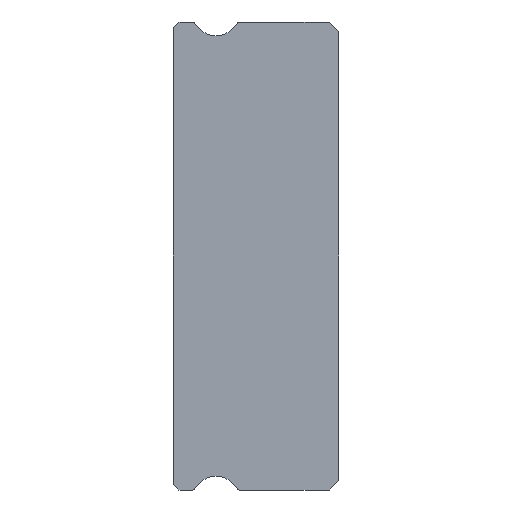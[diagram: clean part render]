
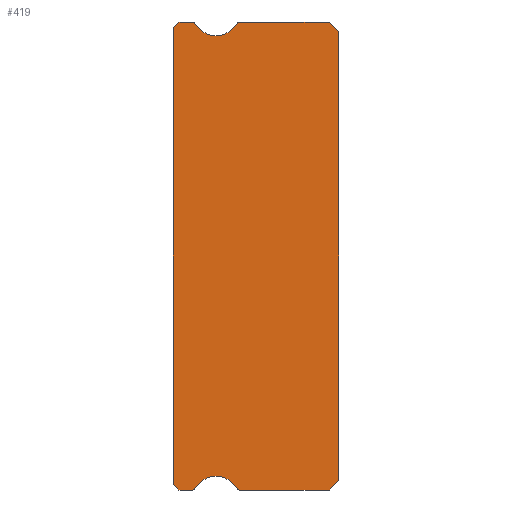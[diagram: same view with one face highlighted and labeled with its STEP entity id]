
A CAD part, left-side view. The second image highlights one B-rep face of the part: STEP entity #419.
In plain terms, the highlighted planar face has unit normal (-1, 0, 0).
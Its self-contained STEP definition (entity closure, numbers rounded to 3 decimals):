
#3 = VERTEX_POINT ( 'NONE', #203 ) ;
#30 = DIRECTION ( 'NONE',  ( 0., 0.707, -0.707 ) ) ;
#44 = CARTESIAN_POINT ( 'NONE',  ( -15., 0., 11.5 ) ) ;
#50 = EDGE_CURVE ( 'NONE', #1489, #183, #398, .T. ) ;
#65 = CARTESIAN_POINT ( 'NONE',  ( -15., 8.5, 11.85 ) ) ;
#82 = EDGE_CURVE ( 'NONE', #1479, #1099, #1174, .T. ) ;
#117 = LINE ( 'NONE', #1599, #784 ) ;
#129 = ORIENTED_EDGE ( 'NONE', *, *, #1457, .F. ) ;
#131 = VERTEX_POINT ( 'NONE', #1754 ) ;
#134 = AXIS2_PLACEMENT_3D ( 'NONE', #1575, #1211, #506 ) ;
#138 = CARTESIAN_POINT ( 'NONE',  ( -15., 6.3, 12.55 ) ) ;
#141 = DIRECTION ( 'NONE',  ( 0., 0.707, -0.707 ) ) ;
#173 = VERTEX_POINT ( 'NONE', #265 ) ;
#175 = CARTESIAN_POINT ( 'NONE',  ( -15., 8.2, -12. ) ) ;
#176 = VECTOR ( 'NONE', #1214, 1000. ) ;
#183 = VERTEX_POINT ( 'NONE', #281 ) ;
#184 = DIRECTION ( 'NONE',  ( 0., 0., -1. ) ) ;
#189 = CARTESIAN_POINT ( 'NONE',  ( -15., 5.217, 11.925 ) ) ;
#203 = CARTESIAN_POINT ( 'NONE',  ( -15., 0., 11.5 ) ) ;
#238 = EDGE_CURVE ( 'NONE', #1271, #1088, #465, .T. ) ;
#247 = EDGE_CURVE ( 'NONE', #1275, #131, #1706, .T. ) ;
#253 = CARTESIAN_POINT ( 'NONE',  ( -15., 5.088, 11.85 ) ) ;
#264 = VERTEX_POINT ( 'NONE', #1560 ) ;
#265 = CARTESIAN_POINT ( 'NONE',  ( -15., 7.512, -12. ) ) ;
#269 = EDGE_CURVE ( 'NONE', #1271, #320, #726, .T. ) ;
#281 = CARTESIAN_POINT ( 'NONE',  ( -15., 5.088, -12. ) ) ;
#293 = AXIS2_PLACEMENT_3D ( 'NONE', #571, #1085, #184 ) ;
#303 = EDGE_CURVE ( 'NONE', #1099, #173, #1679, .T. ) ;
#313 = ORIENTED_EDGE ( 'NONE', *, *, #238, .T. ) ;
#317 = CARTESIAN_POINT ( 'NONE',  ( -15., 0., -11.5 ) ) ;
#320 = VERTEX_POINT ( 'NONE', #475 ) ;
#322 = LINE ( 'NONE', #1373, #176 ) ;
#334 = VECTOR ( 'NONE', #141, 1000. ) ;
#339 = DIRECTION ( 'NONE',  ( 0., 0., -1. ) ) ;
#377 = CARTESIAN_POINT ( 'NONE',  ( -15., 8.2, 12. ) ) ;
#384 = VECTOR ( 'NONE', #1670, 1000. ) ;
#388 = DIRECTION ( 'NONE',  ( -1., 0., 0. ) ) ;
#394 = LINE ( 'NONE', #1610, #706 ) ;
#398 = LINE ( 'NONE', #938, #1122 ) ;
#414 = ORIENTED_EDGE ( 'NONE', *, *, #709, .T. ) ;
#419 = ADVANCED_FACE ( 'NONE', ( #1043 ), #910, .F. ) ;
#438 = LINE ( 'NONE', #44, #734 ) ;
#458 = DIRECTION ( 'NONE',  ( 1., 0., 0. ) ) ;
#465 = LINE ( 'NONE', #175, #1094 ) ;
#475 = CARTESIAN_POINT ( 'NONE',  ( -15., 8.5, 11.7 ) ) ;
#502 = EDGE_CURVE ( 'NONE', #959, #320, #1342, .T. ) ;
#506 = DIRECTION ( 'NONE',  ( 0., 0., -1. ) ) ;
#507 = VERTEX_POINT ( 'NONE', #565 ) ;
#565 = CARTESIAN_POINT ( 'NONE',  ( -15., 6.3, 11.3 ) ) ;
#571 = CARTESIAN_POINT ( 'NONE',  ( -15., 5.088, -11.85 ) ) ;
#584 = VERTEX_POINT ( 'NONE', #189 ) ;
#608 = AXIS2_PLACEMENT_3D ( 'NONE', #918, #388, #1207 ) ;
#641 = DIRECTION ( 'NONE',  ( 0., 0., -1. ) ) ;
#642 = DIRECTION ( 'NONE',  ( 0., 1., 0. ) ) ;
#665 = DIRECTION ( 'NONE',  ( 0., 0., -1. ) ) ;
#685 = CARTESIAN_POINT ( 'NONE',  ( -15., 7.383, -11.925 ) ) ;
#694 = AXIS2_PLACEMENT_3D ( 'NONE', #138, #1323, #665 ) ;
#703 = ORIENTED_EDGE ( 'NONE', *, *, #1068, .F. ) ;
#706 = VECTOR ( 'NONE', #1481, 1000. ) ;
#709 = EDGE_CURVE ( 'NONE', #1275, #959, #1178, .T. ) ;
#726 = LINE ( 'NONE', #65, #384 ) ;
#734 = VECTOR ( 'NONE', #1128, 1000. ) ;
#741 = CARTESIAN_POINT ( 'NONE',  ( -15., 8.2, 12. ) ) ;
#768 = ORIENTED_EDGE ( 'NONE', *, *, #825, .F. ) ;
#771 = DIRECTION ( 'NONE',  ( 1., 0., 0. ) ) ;
#777 = ORIENTED_EDGE ( 'NONE', *, *, #1100, .F. ) ;
#784 = VECTOR ( 'NONE', #798, 1000. ) ;
#794 = EDGE_CURVE ( 'NONE', #183, #1479, #1441, .T. ) ;
#798 = DIRECTION ( 'NONE',  ( 0., -0.707, -0.707 ) ) ;
#825 = EDGE_CURVE ( 'NONE', #1557, #1295, #322, .T. ) ;
#835 = AXIS2_PLACEMENT_3D ( 'NONE', #1553, #458, #339 ) ;
#840 = ORIENTED_EDGE ( 'NONE', *, *, #82, .F. ) ;
#850 = CARTESIAN_POINT ( 'NONE',  ( -15., 8.5, 11.7 ) ) ;
#885 = DIRECTION ( 'NONE',  ( 1., 0., 0. ) ) ;
#910 = PLANE ( 'NONE',  #1065 ) ;
#918 = CARTESIAN_POINT ( 'NONE',  ( -15., 6.3, -12.55 ) ) ;
#932 = CIRCLE ( 'NONE', #134, 1.25 ) ;
#938 = CARTESIAN_POINT ( 'NONE',  ( -15., 7.512, -12. ) ) ;
#941 = CARTESIAN_POINT ( 'NONE',  ( -15., 5.088, 12. ) ) ;
#946 = CIRCLE ( 'NONE', #1674, 0.15 ) ;
#959 = VERTEX_POINT ( 'NONE', #741 ) ;
#964 = DIRECTION ( 'NONE',  ( 1., 0., 0. ) ) ;
#970 = ORIENTED_EDGE ( 'NONE', *, *, #1600, .F. ) ;
#980 = ORIENTED_EDGE ( 'NONE', *, *, #1106, .T. ) ;
#1012 = VECTOR ( 'NONE', #30, 1000. ) ;
#1043 = FACE_OUTER_BOUND ( 'NONE', #1678, .T. ) ;
#1059 = EDGE_CURVE ( 'NONE', #131, #507, #1224, .T. ) ;
#1065 = AXIS2_PLACEMENT_3D ( 'NONE', #1586, #771, #641 ) ;
#1068 = EDGE_CURVE ( 'NONE', #584, #1557, #946, .T. ) ;
#1078 = CARTESIAN_POINT ( 'NONE',  ( -15., 5.217, -11.925 ) ) ;
#1085 = DIRECTION ( 'NONE',  ( 1., 0., 0. ) ) ;
#1088 = VERTEX_POINT ( 'NONE', #1347 ) ;
#1090 = ORIENTED_EDGE ( 'NONE', *, *, #269, .F. ) ;
#1094 = VECTOR ( 'NONE', #1160, 1000. ) ;
#1099 = VERTEX_POINT ( 'NONE', #685 ) ;
#1100 = EDGE_CURVE ( 'NONE', #1295, #3, #117, .T. ) ;
#1106 = EDGE_CURVE ( 'NONE', #1088, #173, #394, .T. ) ;
#1112 = CARTESIAN_POINT ( 'NONE',  ( -15., 8.5, -11.7 ) ) ;
#1121 = ORIENTED_EDGE ( 'NONE', *, *, #502, .T. ) ;
#1122 = VECTOR ( 'NONE', #642, 1000. ) ;
#1128 = DIRECTION ( 'NONE',  ( 0., 0., 1. ) ) ;
#1160 = DIRECTION ( 'NONE',  ( 0., -0.707, -0.707 ) ) ;
#1174 = CIRCLE ( 'NONE', #608, 1.25 ) ;
#1178 = LINE ( 'NONE', #377, #1279 ) ;
#1207 = DIRECTION ( 'NONE',  ( 0., 0., -1. ) ) ;
#1211 = DIRECTION ( 'NONE',  ( -1., 0., 0. ) ) ;
#1214 = DIRECTION ( 'NONE',  ( 0., -1., 0. ) ) ;
#1224 = CIRCLE ( 'NONE', #694, 1.25 ) ;
#1231 = ORIENTED_EDGE ( 'NONE', *, *, #1059, .F. ) ;
#1234 = ORIENTED_EDGE ( 'NONE', *, *, #1288, .T. ) ;
#1271 = VERTEX_POINT ( 'NONE', #1112 ) ;
#1272 = ORIENTED_EDGE ( 'NONE', *, *, #303, .F. ) ;
#1275 = VERTEX_POINT ( 'NONE', #1388 ) ;
#1279 = VECTOR ( 'NONE', #1429, 1000. ) ;
#1288 = EDGE_CURVE ( 'NONE', #264, #3, #438, .T. ) ;
#1295 = VERTEX_POINT ( 'NONE', #1353 ) ;
#1309 = AXIS2_PLACEMENT_3D ( 'NONE', #1693, #885, #1410 ) ;
#1323 = DIRECTION ( 'NONE',  ( -1., 0., 0. ) ) ;
#1342 = LINE ( 'NONE', #850, #1012 ) ;
#1347 = CARTESIAN_POINT ( 'NONE',  ( -15., 8.2, -12. ) ) ;
#1353 = CARTESIAN_POINT ( 'NONE',  ( -15., 0.5, 12. ) ) ;
#1372 = ORIENTED_EDGE ( 'NONE', *, *, #247, .F. ) ;
#1373 = CARTESIAN_POINT ( 'NONE',  ( -15., 7.512, 12. ) ) ;
#1388 = CARTESIAN_POINT ( 'NONE',  ( -15., 7.512, 12. ) ) ;
#1410 = DIRECTION ( 'NONE',  ( 0., 0., -1. ) ) ;
#1429 = DIRECTION ( 'NONE',  ( 0., 1., 0. ) ) ;
#1441 = CIRCLE ( 'NONE', #293, 0.15 ) ;
#1457 = EDGE_CURVE ( 'NONE', #507, #584, #932, .T. ) ;
#1479 = VERTEX_POINT ( 'NONE', #1078 ) ;
#1481 = DIRECTION ( 'NONE',  ( 0., -1., 0. ) ) ;
#1489 = VERTEX_POINT ( 'NONE', #1597 ) ;
#1553 = CARTESIAN_POINT ( 'NONE',  ( -15., 7.512, -11.85 ) ) ;
#1557 = VERTEX_POINT ( 'NONE', #941 ) ;
#1560 = CARTESIAN_POINT ( 'NONE',  ( -15., 0., -11.5 ) ) ;
#1575 = CARTESIAN_POINT ( 'NONE',  ( -15., 6.3, 12.55 ) ) ;
#1586 = CARTESIAN_POINT ( 'NONE',  ( -15., 7.512, 11.85 ) ) ;
#1597 = CARTESIAN_POINT ( 'NONE',  ( -15., 0.5, -12. ) ) ;
#1599 = CARTESIAN_POINT ( 'NONE',  ( -15., 0.5, 12. ) ) ;
#1600 = EDGE_CURVE ( 'NONE', #264, #1489, #1654, .T. ) ;
#1610 = CARTESIAN_POINT ( 'NONE',  ( -15., 7.512, -12. ) ) ;
#1627 = ORIENTED_EDGE ( 'NONE', *, *, #794, .F. ) ;
#1654 = LINE ( 'NONE', #317, #334 ) ;
#1670 = DIRECTION ( 'NONE',  ( 0., 0., 1. ) ) ;
#1674 = AXIS2_PLACEMENT_3D ( 'NONE', #253, #964, #1737 ) ;
#1678 = EDGE_LOOP ( 'NONE', ( #1090, #313, #980, #1272, #840, #1627, #1734, #970, #1234, #777, #768, #703, #129, #1231, #1372, #414, #1121 ) ) ;
#1679 = CIRCLE ( 'NONE', #835, 0.15 ) ;
#1693 = CARTESIAN_POINT ( 'NONE',  ( -15., 7.512, 11.85 ) ) ;
#1706 = CIRCLE ( 'NONE', #1309, 0.15 ) ;
#1734 = ORIENTED_EDGE ( 'NONE', *, *, #50, .F. ) ;
#1737 = DIRECTION ( 'NONE',  ( 0., 0., -1. ) ) ;
#1754 = CARTESIAN_POINT ( 'NONE',  ( -15., 7.383, 11.925 ) ) ;
